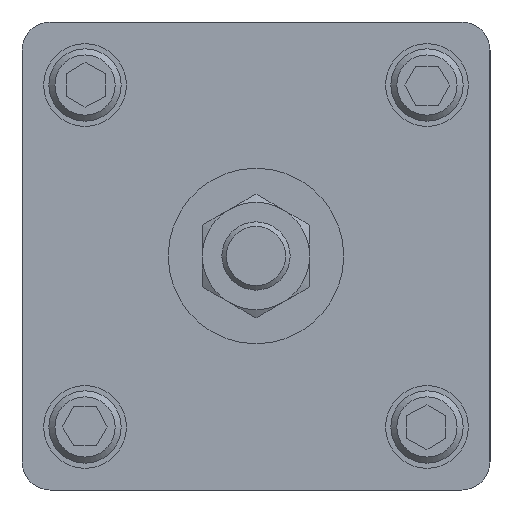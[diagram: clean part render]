
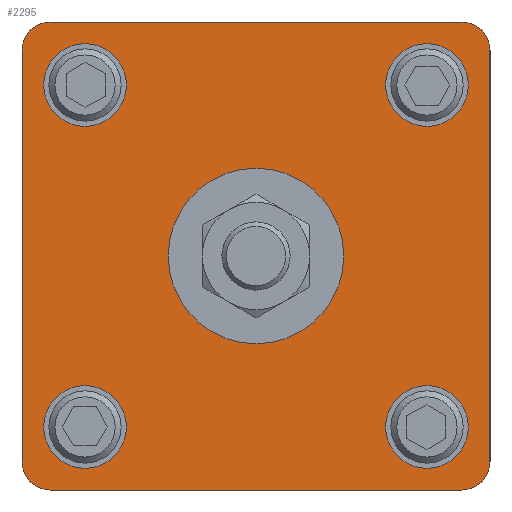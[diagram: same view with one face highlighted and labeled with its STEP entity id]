
A CAD part, left-side view. The second image highlights one B-rep face of the part: STEP entity #2295.
In plain terms, the highlighted planar face has unit normal (-1, 0, 0).
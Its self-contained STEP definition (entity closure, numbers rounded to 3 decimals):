
#97=LINE('',#3664,#213);
#101=LINE('',#3676,#217);
#104=LINE('',#3686,#220);
#109=LINE('',#3699,#225);
#213=VECTOR('',#2934,1000.);
#217=VECTOR('',#2946,1000.);
#220=VECTOR('',#2957,1000.);
#225=VECTOR('',#2970,1000.);
#499=ORIENTED_EDGE('',*,*,#1029,.T.);
#500=ORIENTED_EDGE('',*,*,#1030,.T.);
#501=ORIENTED_EDGE('',*,*,#1031,.T.);
#502=ORIENTED_EDGE('',*,*,#1032,.T.);
#503=ORIENTED_EDGE('',*,*,#1028,.F.);
#504=ORIENTED_EDGE('',*,*,#1027,.F.);
#505=ORIENTED_EDGE('',*,*,#1024,.T.);
#506=ORIENTED_EDGE('',*,*,#1020,.F.);
#507=ORIENTED_EDGE('',*,*,#1018,.T.);
#508=ORIENTED_EDGE('',*,*,#1015,.F.);
#509=ORIENTED_EDGE('',*,*,#1012,.T.);
#510=ORIENTED_EDGE('',*,*,#1009,.F.);
#511=ORIENTED_EDGE('',*,*,#1006,.T.);
#1006=EDGE_CURVE('',#1288,#1287,#1503,.T.);
#1009=EDGE_CURVE('',#1288,#1290,#97,.T.);
#1012=EDGE_CURVE('',#1292,#1290,#1505,.T.);
#1015=EDGE_CURVE('',#1292,#1294,#101,.T.);
#1018=EDGE_CURVE('',#1296,#1294,#1507,.T.);
#1020=EDGE_CURVE('',#1296,#1297,#104,.T.);
#1024=EDGE_CURVE('',#1300,#1297,#1509,.T.);
#1027=EDGE_CURVE('',#1300,#1287,#109,.T.);
#1028=EDGE_CURVE('',#1301,#1301,#1510,.T.);
#1029=EDGE_CURVE('',#1302,#1302,#1511,.T.);
#1030=EDGE_CURVE('',#1303,#1303,#1512,.T.);
#1031=EDGE_CURVE('',#1304,#1304,#1513,.T.);
#1032=EDGE_CURVE('',#1305,#1305,#1514,.T.);
#1287=VERTEX_POINT('',#3657);
#1288=VERTEX_POINT('',#3659);
#1290=VERTEX_POINT('',#3665);
#1292=VERTEX_POINT('',#3671);
#1294=VERTEX_POINT('',#3677);
#1296=VERTEX_POINT('',#3683);
#1297=VERTEX_POINT('',#3687);
#1300=VERTEX_POINT('',#3695);
#1301=VERTEX_POINT('',#3702);
#1302=VERTEX_POINT('',#3705);
#1303=VERTEX_POINT('',#3707);
#1304=VERTEX_POINT('',#3709);
#1305=VERTEX_POINT('',#3711);
#1503=CIRCLE('',#2557,4.572);
#1505=CIRCLE('',#2561,4.572);
#1507=CIRCLE('',#2565,4.572);
#1509=CIRCLE('',#2569,4.572);
#1510=CIRCLE('',#2572,14.288);
#1511=CIRCLE('',#2574,6.731);
#1512=CIRCLE('',#2575,6.731);
#1513=CIRCLE('',#2576,6.731);
#1514=CIRCLE('',#2577,6.731);
#1666=EDGE_LOOP('',(#499));
#1667=EDGE_LOOP('',(#500));
#1668=EDGE_LOOP('',(#501));
#1669=EDGE_LOOP('',(#502));
#1670=EDGE_LOOP('',(#503));
#1671=EDGE_LOOP('',(#504,#505,#506,#507,#508,#509,#510,#511));
#1950=FACE_BOUND('',#1666,.T.);
#1951=FACE_BOUND('',#1667,.T.);
#1952=FACE_BOUND('',#1668,.T.);
#1953=FACE_BOUND('',#1669,.T.);
#1954=FACE_BOUND('',#1670,.T.);
#1955=FACE_BOUND('',#1671,.T.);
#2190=PLANE('',#2573);
#2295=ADVANCED_FACE('',(#1950,#1951,#1952,#1953,#1954,#1955),#2190,.F.);
#2557=AXIS2_PLACEMENT_3D('',#3658,#2928,#2929);
#2561=AXIS2_PLACEMENT_3D('',#3670,#2940,#2941);
#2565=AXIS2_PLACEMENT_3D('',#3682,#2952,#2953);
#2569=AXIS2_PLACEMENT_3D('',#3694,#2964,#2965);
#2572=AXIS2_PLACEMENT_3D('',#3701,#2973,#2974);
#2573=AXIS2_PLACEMENT_3D('',#3703,#2975,#2976);
#2574=AXIS2_PLACEMENT_3D('',#3704,#2977,#2978);
#2575=AXIS2_PLACEMENT_3D('',#3706,#2979,#2980);
#2576=AXIS2_PLACEMENT_3D('',#3708,#2981,#2982);
#2577=AXIS2_PLACEMENT_3D('',#3710,#2983,#2984);
#2928=DIRECTION('',(-1.,0.,0.));
#2929=DIRECTION('',(0.,0.,-1.));
#2934=DIRECTION('',(0.,1.,0.));
#2940=DIRECTION('',(-1.,0.,0.));
#2941=DIRECTION('',(0.,0.,-1.));
#2946=DIRECTION('',(0.,0.,1.));
#2952=DIRECTION('',(-1.,0.,0.));
#2953=DIRECTION('',(0.,0.,-1.));
#2957=DIRECTION('',(0.,-1.,0.));
#2964=DIRECTION('',(-1.,0.,0.));
#2965=DIRECTION('',(0.,0.,-1.));
#2970=DIRECTION('',(0.,0.,-1.));
#2973=DIRECTION('',(-1.,0.,0.));
#2974=DIRECTION('',(0.,0.,-1.));
#2975=DIRECTION('',(1.,0.,0.));
#2976=DIRECTION('',(0.,1.,0.));
#2977=DIRECTION('',(1.,0.,0.));
#2978=DIRECTION('',(0.,-1.,0.));
#2979=DIRECTION('',(1.,0.,0.));
#2980=DIRECTION('',(0.,0.,-1.));
#2981=DIRECTION('',(1.,0.,0.));
#2982=DIRECTION('',(0.,1.,0.));
#2983=DIRECTION('',(1.,0.,0.));
#2984=DIRECTION('',(0.,0.,1.));
#3657=CARTESIAN_POINT('',(0.,-38.1,-33.528));
#3658=CARTESIAN_POINT('',(0.,-33.528,-33.528));
#3659=CARTESIAN_POINT('',(0.,-33.528,-38.1));
#3664=CARTESIAN_POINT('',(0.,-25.4,-38.1));
#3665=CARTESIAN_POINT('',(0.,33.528,-38.1));
#3670=CARTESIAN_POINT('',(0.,33.528,-33.528));
#3671=CARTESIAN_POINT('',(0.,38.1,-33.528));
#3676=CARTESIAN_POINT('',(0.,38.1,-25.4));
#3677=CARTESIAN_POINT('',(0.,38.1,33.528));
#3682=CARTESIAN_POINT('',(0.,33.528,33.528));
#3683=CARTESIAN_POINT('',(0.,33.528,38.1));
#3686=CARTESIAN_POINT('',(0.,25.4,38.1));
#3687=CARTESIAN_POINT('',(0.,-33.528,38.1));
#3694=CARTESIAN_POINT('',(0.,-33.528,33.528));
#3695=CARTESIAN_POINT('',(0.,-38.1,33.528));
#3699=CARTESIAN_POINT('',(0.,-38.1,25.4));
#3701=CARTESIAN_POINT('',(0.,0.,0.));
#3702=CARTESIAN_POINT('',(0.,0.,-14.288));
#3703=CARTESIAN_POINT('',(0.,0.,0.));
#3704=CARTESIAN_POINT('',(0.,-27.839,-27.839));
#3705=CARTESIAN_POINT('',(0.,-34.57,-27.839));
#3706=CARTESIAN_POINT('',(0.,27.839,-27.839));
#3707=CARTESIAN_POINT('',(0.,27.839,-34.57));
#3708=CARTESIAN_POINT('',(0.,27.839,27.839));
#3709=CARTESIAN_POINT('',(0.,34.57,27.839));
#3710=CARTESIAN_POINT('',(0.,-27.839,27.839));
#3711=CARTESIAN_POINT('',(0.,-27.839,34.57));
